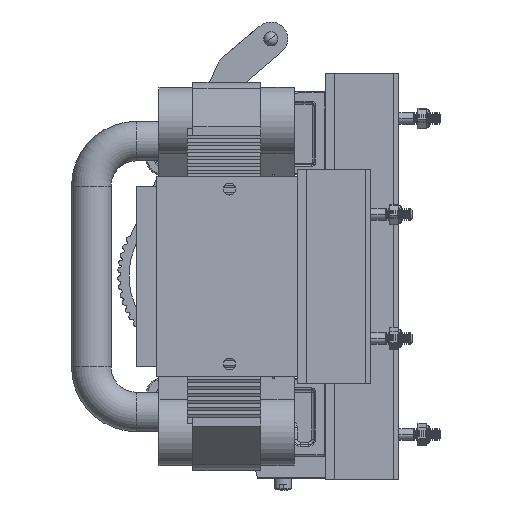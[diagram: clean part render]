
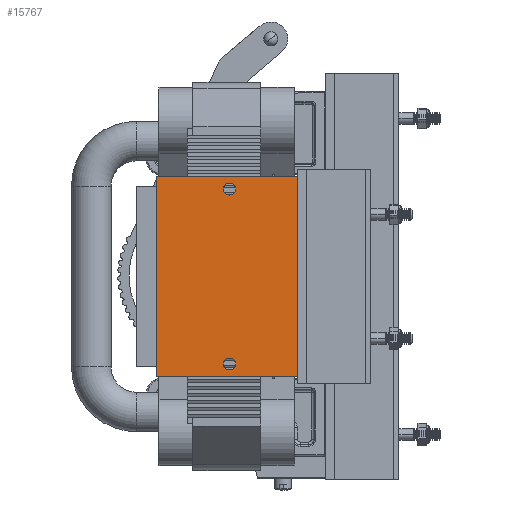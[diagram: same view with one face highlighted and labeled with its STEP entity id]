
A CAD part, left-side view. The second image highlights one B-rep face of the part: STEP entity #15767.
In plain terms, the highlighted face is planar.
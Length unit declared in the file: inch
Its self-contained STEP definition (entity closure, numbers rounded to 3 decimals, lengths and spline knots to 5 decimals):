
#55 = CARTESIAN_POINT ( 'NONE',  ( 1.9375, -1.5, 1.63281 ) ) ;
#1157 = DIRECTION ( 'NONE',  ( 0., 1., 0. ) ) ;
#1373 = EDGE_CURVE ( 'NONE', #6235, #22190, #30022, .T. ) ;
#2019 = LINE ( 'NONE', #19936, #9051 ) ;
#2661 = CARTESIAN_POINT ( 'NONE',  ( -1.9375, -1.5, 1.36719 ) ) ;
#3158 = VERTEX_POINT ( 'NONE', #7788 ) ;
#5438 = VECTOR ( 'NONE', #22625, 39.37008 ) ;
#5580 = VERTEX_POINT ( 'NONE', #55 ) ;
#5709 = EDGE_LOOP ( 'NONE', ( #48626, #10139 ) ) ;
#6235 = VERTEX_POINT ( 'NONE', #47869 ) ;
#6608 = AXIS2_PLACEMENT_3D ( 'NONE', #25561, #1157, #29669 ) ;
#6953 = CARTESIAN_POINT ( 'NONE',  ( -2.21875, -1.5, 0. ) ) ;
#7557 = ORIENTED_EDGE ( 'NONE', *, *, #14419, .T. ) ;
#7788 = CARTESIAN_POINT ( 'NONE',  ( -1.9375, -1.5, 1.63281 ) ) ;
#8144 = FACE_BOUND ( 'NONE', #5709, .T. ) ;
#9051 = VECTOR ( 'NONE', #24041, 39.37008 ) ;
#9837 = CARTESIAN_POINT ( 'NONE',  ( -2.21875, -1.5, 0. ) ) ;
#10139 = ORIENTED_EDGE ( 'NONE', *, *, #21699, .T. ) ;
#10661 = ORIENTED_EDGE ( 'NONE', *, *, #17591, .F. ) ;
#11418 = ORIENTED_EDGE ( 'NONE', *, *, #33437, .F. ) ;
#13284 = CARTESIAN_POINT ( 'NONE',  ( -1.9375, -1.5, 1.5 ) ) ;
#14159 = CARTESIAN_POINT ( 'NONE',  ( 1.9375, -1.5, 1.36719 ) ) ;
#14419 = EDGE_CURVE ( 'NONE', #34852, #3158, #37588, .T. ) ;
#14601 = DIRECTION ( 'NONE',  ( 0., 1., 0. ) ) ;
#15550 = CARTESIAN_POINT ( 'NONE',  ( 1.9375, -1.5, 1.5 ) ) ;
#15767 = ADVANCED_FACE ( 'NONE', ( #8144, #40640, #31085 ), #39000, .F. ) ;
#16882 = CARTESIAN_POINT ( 'NONE',  ( 2.21875, -1.5, 0. ) ) ;
#16952 = ORIENTED_EDGE ( 'NONE', *, *, #46110, .T. ) ;
#16977 = VERTEX_POINT ( 'NONE', #16882 ) ;
#17039 = EDGE_CURVE ( 'NONE', #3158, #34852, #25869, .T. ) ;
#17401 = DIRECTION ( 'NONE',  ( 0., 0., 1. ) ) ;
#17591 = EDGE_CURVE ( 'NONE', #43560, #16977, #48741, .T. ) ;
#18485 = DIRECTION ( 'NONE',  ( 0., 1., 0. ) ) ;
#19535 = EDGE_CURVE ( 'NONE', #5580, #20105, #44114, .T. ) ;
#19621 = DIRECTION ( 'NONE',  ( 0., 0., 1. ) ) ;
#19936 = CARTESIAN_POINT ( 'NONE',  ( -2.21875, -1.5, 3.125 ) ) ;
#20105 = VERTEX_POINT ( 'NONE', #14159 ) ;
#21699 = EDGE_CURVE ( 'NONE', #20105, #5580, #29392, .T. ) ;
#22190 = VERTEX_POINT ( 'NONE', #6953 ) ;
#22613 = CARTESIAN_POINT ( 'NONE',  ( -2.21875, -1.5, 3.125 ) ) ;
#22625 = DIRECTION ( 'NONE',  ( 0., 0., -1. ) ) ;
#23330 = EDGE_LOOP ( 'NONE', ( #16952, #10661, #11418, #38274 ) ) ;
#24041 = DIRECTION ( 'NONE',  ( 1., 0., 0. ) ) ;
#25124 = ORIENTED_EDGE ( 'NONE', *, *, #17039, .T. ) ;
#25364 = CARTESIAN_POINT ( 'NONE',  ( -2.21875, -1.5, 3.125 ) ) ;
#25561 = CARTESIAN_POINT ( 'NONE',  ( -1.9375, -1.5, 1.5 ) ) ;
#25869 = CIRCLE ( 'NONE', #39457, 0.13281 ) ;
#28887 = VECTOR ( 'NONE', #42434, 39.37008 ) ;
#29307 = DIRECTION ( 'NONE',  ( 0., 0., -1. ) ) ;
#29392 = CIRCLE ( 'NONE', #46777, 0.13281 ) ;
#29669 = DIRECTION ( 'NONE',  ( 0., 0., 1. ) ) ;
#30022 = LINE ( 'NONE', #25364, #50358 ) ;
#30343 = CARTESIAN_POINT ( 'NONE',  ( 2.21875, -1.5, 3.125 ) ) ;
#31085 = FACE_OUTER_BOUND ( 'NONE', #23330, .T. ) ;
#33437 = EDGE_CURVE ( 'NONE', #6235, #43560, #2019, .T. ) ;
#33778 = EDGE_LOOP ( 'NONE', ( #25124, #7557 ) ) ;
#34852 = VERTEX_POINT ( 'NONE', #2661 ) ;
#34939 = CARTESIAN_POINT ( 'NONE',  ( 2.21875, -1.5, 3.125 ) ) ;
#37588 = CIRCLE ( 'NONE', #6608, 0.13281 ) ;
#38274 = ORIENTED_EDGE ( 'NONE', *, *, #1373, .T. ) ;
#39000 = PLANE ( 'NONE',  #43500 ) ;
#39457 = AXIS2_PLACEMENT_3D ( 'NONE', #13284, #41791, #17401 ) ;
#39533 = AXIS2_PLACEMENT_3D ( 'NONE', #42887, #18485, #46976 ) ;
#40640 = FACE_BOUND ( 'NONE', #33778, .T. ) ;
#41791 = DIRECTION ( 'NONE',  ( 0., 1., 0. ) ) ;
#42434 = DIRECTION ( 'NONE',  ( 1., 0., 0. ) ) ;
#42887 = CARTESIAN_POINT ( 'NONE',  ( 1.9375, -1.5, 1.5 ) ) ;
#43098 = DIRECTION ( 'NONE',  ( 0., 0., 1. ) ) ;
#43500 = AXIS2_PLACEMENT_3D ( 'NONE', #22613, #14601, #43098 ) ;
#43560 = VERTEX_POINT ( 'NONE', #30343 ) ;
#44039 = DIRECTION ( 'NONE',  ( 0., 1., 0. ) ) ;
#44114 = CIRCLE ( 'NONE', #39533, 0.13281 ) ;
#46110 = EDGE_CURVE ( 'NONE', #22190, #16977, #50490, .T. ) ;
#46777 = AXIS2_PLACEMENT_3D ( 'NONE', #15550, #44039, #19621 ) ;
#46976 = DIRECTION ( 'NONE',  ( 0., 0., 1. ) ) ;
#47869 = CARTESIAN_POINT ( 'NONE',  ( -2.21875, -1.5, 3.125 ) ) ;
#48626 = ORIENTED_EDGE ( 'NONE', *, *, #19535, .T. ) ;
#48741 = LINE ( 'NONE', #34939, #5438 ) ;
#50358 = VECTOR ( 'NONE', #29307, 39.37008 ) ;
#50490 = LINE ( 'NONE', #9837, #28887 ) ;
